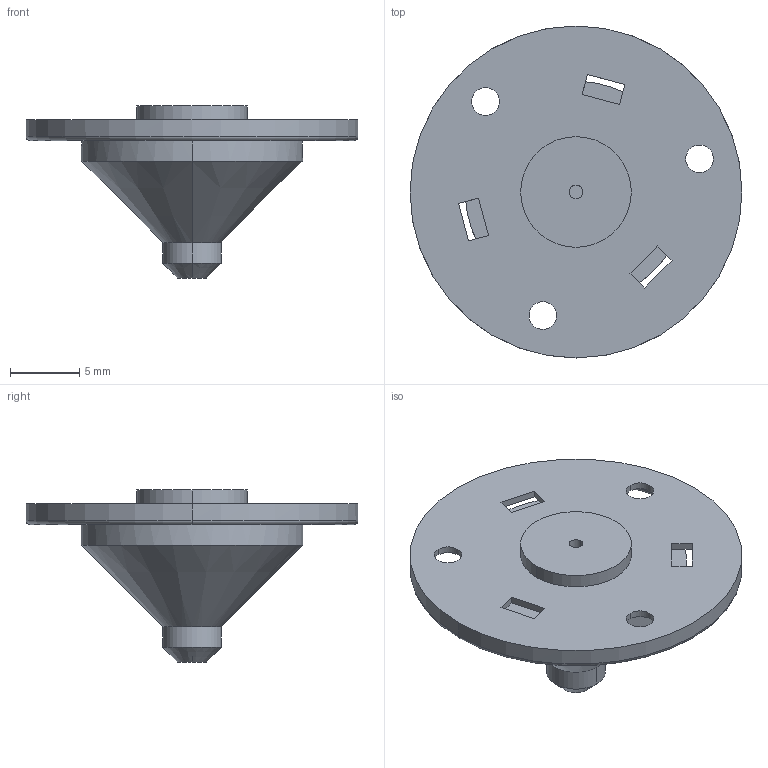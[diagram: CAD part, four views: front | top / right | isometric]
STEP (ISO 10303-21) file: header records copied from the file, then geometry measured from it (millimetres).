
FILE_DESCRIPTION(('produced by SPATIAL CORP'),'2;1');
FILE_NAME( 'cd_spindle_.hh.sat.stp' ,'2002-04-19T13:59:50+00:00',('SPATIAL CORP'),('SPATIAL CORP'), 'ACIS STEP Husk','http://www.spatial.com','SPATIAL CORP');
FILE_SCHEMA(('CONFIG_CONTROL_DESIGN'));
Length unit declared in the file: millimetre
Products named in the file (1): PRODUCT_ID_1
Bounding box: 24 x 24 x 12.44 mm (x, y, z)
Volume: 1376.4 mm3; surface area: 1353 mm2
Topology: 1 solids, 1 shells, 54 faces, 138 edges, 83 vertices
Faces by surface type: plane 20, cylinder 18, torus 8, sphere 4, cone 4
Entity records: 1580 total; most frequent: ORIENTED_EDGE 268, DIRECTION 254, CARTESIAN_POINT 242, EDGE_CURVE 134, AXIS2_PLACEMENT_3D 95, VERTEX_POINT 83, EDGE_LOOP 67, FACE_BOUND 67
